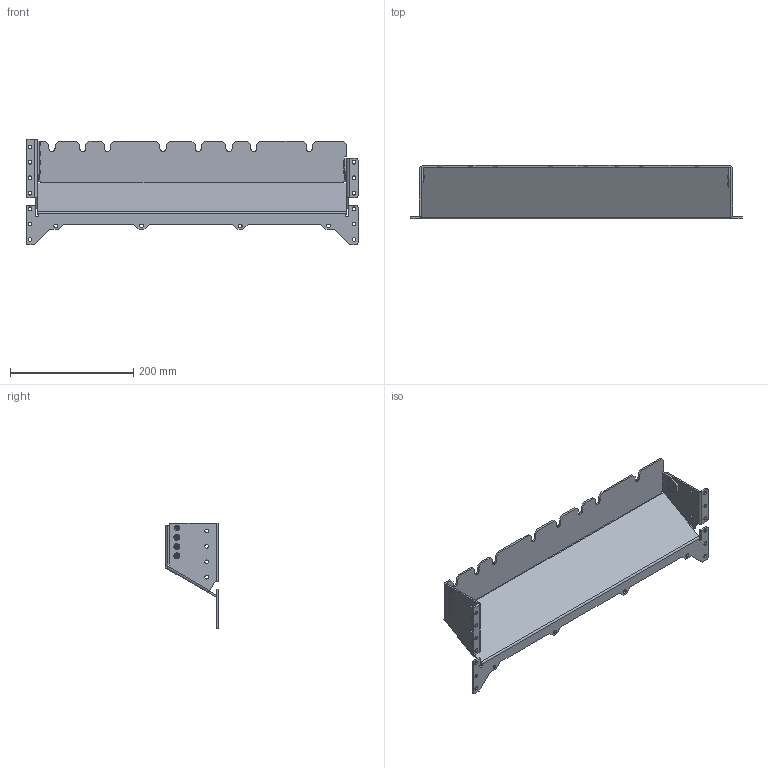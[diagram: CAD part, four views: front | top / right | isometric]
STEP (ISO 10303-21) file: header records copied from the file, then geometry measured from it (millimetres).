
FILE_DESCRIPTION(/* description */ (''),/* implementation_level */ '2;1');
FILE_NAME(/* name */ '70CTC1112355_D.stp',/* time_stamp */ '2023-12-08T14:14:19+02:00',/* author */ (''),/* organization */ (''),/* preprocessor_version */ 'ST-DEVELOPER v16.7',/* originating_system */ 'SIEMENS PLM Software NX 1892',/* authorisation */ '');
FILE_SCHEMA (('AUTOMOTIVE_DESIGN { 1 0 10303 214 3 1 1 1 }'));
Length unit declared in the file: millimetre
Products named in the file (3): TSPK-56-BS; 70CTC1112355_MODEL; 70CTC1112355_dwg
Assembly tree (8 placements, depth 3):
  70CTC1112355_dwg
    70CTC1112355_MODEL
      TSPK-56-BS  x7
Bounding box: 538 x 86.5 x 171.17 mm (x, y, z)
Volume: 330121.7 mm3; surface area: 230066.4 mm2
Topology: 8 solids, 8 shells, 262 faces, 670 edges, 438 vertices
Faces by surface type: plane 138, cylinder 96, cone 21, torus 7
Full cylindrical faces by diameter (mm): 2 x7, 4 x7, 4.1 x8, 4.5 x6, 6 x24, 8 x7
Entity records: 6531 total; most frequent: DIRECTION 1105, CARTESIAN_POINT 1100, ORIENTED_EDGE 1034, EDGE_CURVE 517, AXIS2_PLACEMENT_3D 377, VERTEX_POINT 372, LINE 351, VECTOR 351
